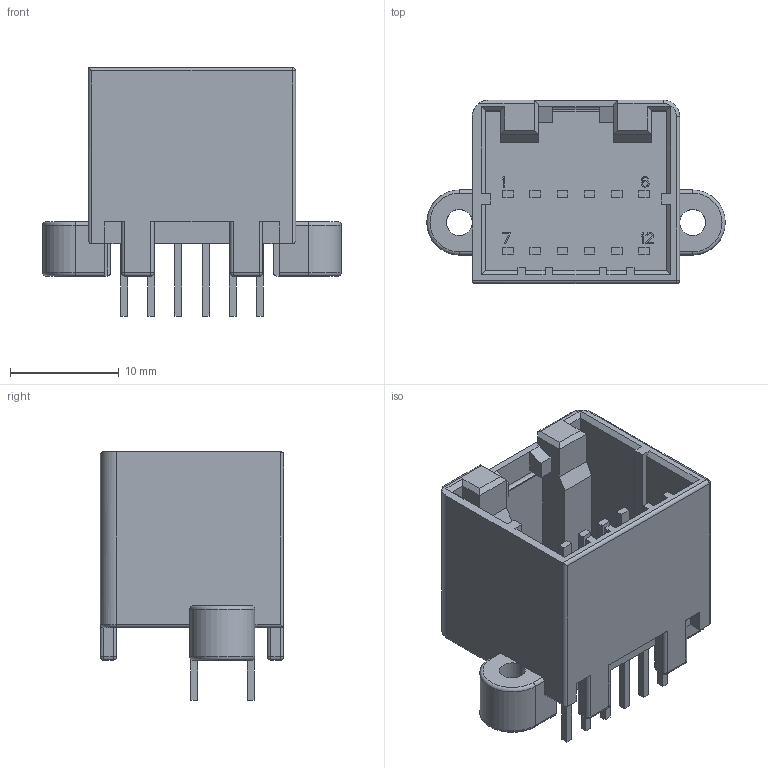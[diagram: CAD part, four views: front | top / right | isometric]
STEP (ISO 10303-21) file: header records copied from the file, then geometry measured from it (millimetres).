
FILE_DESCRIPTION((''),'2;1');
FILE_NAME('C-174973-2','2021-09-13T03:57:50',('workeradm'),('TE Connectivity Ltd.'),'CREO PARAMETRIC BY PTC INC, 2021072','CREO PARAMETRIC BY PTC INC, 2021072','');
FILE_SCHEMA(('AUTOMOTIVE_DESIGN { 1 0 10303 214 1 1 1 1 }'));
Length unit declared in the file: millimetre
Products named in the file (1): C-174973-2
Bounding box: 27.5 x 16.9 x 22.9 mm (x, y, z)
Volume: 2622.7 mm3; surface area: 3650.5 mm2
Topology: 1 solids, 1 shells, 443 faces, 1150 edges, 737 vertices
Faces by surface type: plane 354, cylinder 65, sphere 17, torus 7
Entity records: 13516 total; most frequent: CARTESIAN_POINT 2440, ORIENTED_EDGE 2300, DIRECTION 2141, EDGE_CURVE 1150, VECTOR 1019, LINE 1019, VERTEX_POINT 737, AXIS2_PLACEMENT_3D 561
